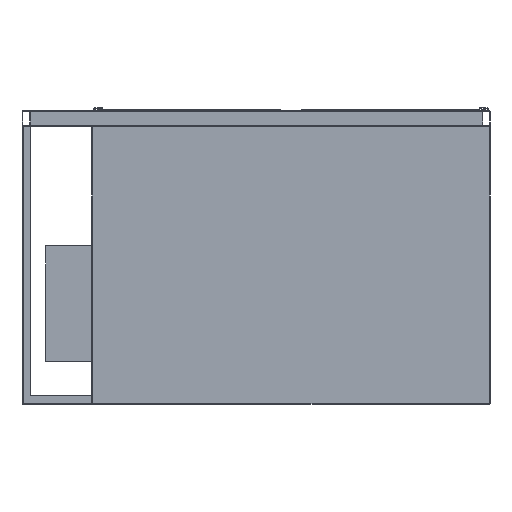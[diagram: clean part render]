
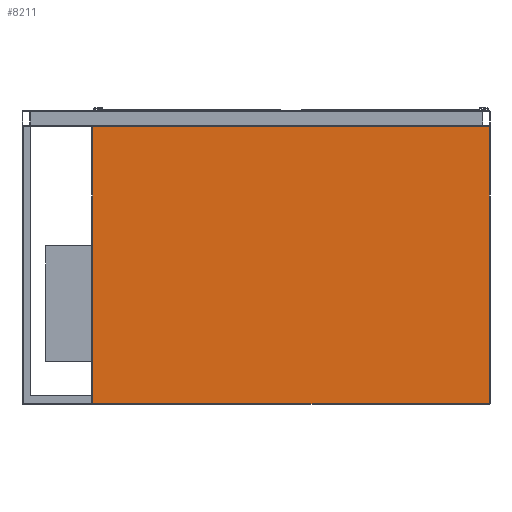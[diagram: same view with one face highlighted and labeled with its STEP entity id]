
A CAD part, front view. The second image highlights one B-rep face of the part: STEP entity #8211.
In plain terms, the highlighted planar face has unit normal (0, -1, 0).
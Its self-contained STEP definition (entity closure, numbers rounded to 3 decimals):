
#430 = CARTESIAN_POINT ( 'NONE',  ( 513., -350., -758. ) ) ;
#743 = DIRECTION ( 'NONE',  ( 0., 0., -1. ) ) ;
#828 = LINE ( 'NONE', #6830, #3142 ) ;
#1243 = VECTOR ( 'NONE', #3210, 1000. ) ;
#1515 = VECTOR ( 'NONE', #3557, 1000. ) ;
#1700 = VERTEX_POINT ( 'NONE', #18870 ) ;
#1914 = CARTESIAN_POINT ( 'NONE',  ( -513., -350., -760. ) ) ;
#2171 = CARTESIAN_POINT ( 'NONE',  ( 513., -350., -760. ) ) ;
#2302 = DIRECTION ( 'NONE',  ( 0., 0., -1. ) ) ;
#2685 = DIRECTION ( 'NONE',  ( -1., 0., 0. ) ) ;
#3142 = VECTOR ( 'NONE', #2685, 1000. ) ;
#3210 = DIRECTION ( 'NONE',  ( 1., 0., 0. ) ) ;
#3557 = DIRECTION ( 'NONE',  ( 0., 0., 1. ) ) ;
#3800 = FACE_OUTER_BOUND ( 'NONE', #13538, .T. ) ;
#3841 = ORIENTED_EDGE ( 'NONE', *, *, #6404, .T. ) ;
#4653 = VERTEX_POINT ( 'NONE', #430 ) ;
#4759 = ORIENTED_EDGE ( 'NONE', *, *, #14909, .T. ) ;
#5255 = LINE ( 'NONE', #1914, #9051 ) ;
#5758 = CARTESIAN_POINT ( 'NONE',  ( -513., -350., -758. ) ) ;
#6217 = ORIENTED_EDGE ( 'NONE', *, *, #14758, .T. ) ;
#6404 = EDGE_CURVE ( 'NONE', #4653, #8034, #8154, .T. ) ;
#6830 = CARTESIAN_POINT ( 'NONE',  ( -515., -350., -42. ) ) ;
#8034 = VERTEX_POINT ( 'NONE', #8694 ) ;
#8154 = LINE ( 'NONE', #2171, #1515 ) ;
#8211 = ADVANCED_FACE ( 'Fl�che8', ( #3800 ), #9790, .T. ) ;
#8694 = CARTESIAN_POINT ( 'NONE',  ( 513., -350., -42. ) ) ;
#9051 = VECTOR ( 'NONE', #2302, 1000. ) ;
#9790 = PLANE ( 'NONE',  #12828 ) ;
#10360 = ORIENTED_EDGE ( 'NONE', *, *, #11800, .T. ) ;
#11614 = VERTEX_POINT ( 'NONE', #5758 ) ;
#11800 = EDGE_CURVE ( 'NONE', #1700, #11614, #5255, .T. ) ;
#12828 = AXIS2_PLACEMENT_3D ( 'NONE', #15591, #16878, #743 ) ;
#13538 = EDGE_LOOP ( 'NONE', ( #4759, #10360, #6217, #3841 ) ) ;
#14758 = EDGE_CURVE ( 'NONE', #11614, #4653, #17059, .T. ) ;
#14909 = EDGE_CURVE ( 'NONE', #8034, #1700, #828, .T. ) ;
#15591 = CARTESIAN_POINT ( 'NONE',  ( -515., -350., -760. ) ) ;
#16674 = CARTESIAN_POINT ( 'NONE',  ( -515., -350., -758. ) ) ;
#16878 = DIRECTION ( 'NONE',  ( 0., -1., 0. ) ) ;
#17059 = LINE ( 'NONE', #16674, #1243 ) ;
#18870 = CARTESIAN_POINT ( 'NONE',  ( -513., -350., -42. ) ) ;
